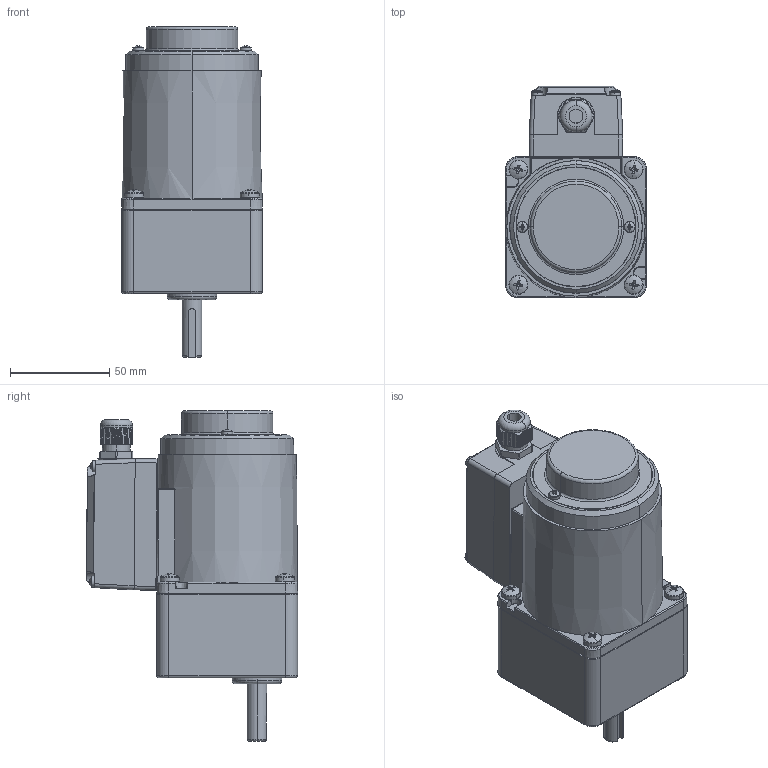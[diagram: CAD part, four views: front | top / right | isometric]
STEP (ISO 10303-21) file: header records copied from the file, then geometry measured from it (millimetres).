
FILE_DESCRIPTION (( 'STEP AP203' ), '1' );
FILE_NAME ('3IK15RGN-CT(3GN3K-200K).STEP', '2022-10-28T03:11:55', ( 'Windows User' ), ( 'P R C' ), 'SwSTEP 2.0', 'SolidWorks 2019', '' );
FILE_SCHEMA (( 'CONFIG_CONTROL_DESIGN' ));
Length unit declared in the file: millimetre
Products named in the file (22): ^_3IK15RGN-CT.STEP_3IK15RGN-CT_3IK15RGN-CT(3GN3K-200K)(2)_3IK15RGN-CT(3GN3K-200K); ^__葩璃 (3) __3IK15RGN-CT.STEP_3IK15RGN-CT_3IK15RGN-CT(3GN3K-200K)(2)_3IK15RGN-CT(3GN3K-200K); ^_葩璃 (2) __3IK15RGN-CT.STEP_3IK15RGN-CT_3IK15RGN-CT(3GN3K-200K)(2)_3IK15RGN-CT(3GN3K-200K); ^葩璃 (3) __3IK15RGN-CT.STEP_3IK15RGN-CT_3IK15RGN-CT(3GN3K-200K)(2)_3IK15RGN-CT(3GN3K-200K); 3GN3k-200K; 3IK15RGN-CT.STEP^3IK15RGN-CT_3IK15RGN-CT(3GN3K-200K)(2)_3IK15RGN-CT(3GN3K-200K); 3IK15RGN-CT^3IK15RGN-CT(3GN3K-200K)(2)_3IK15RGN-CT(3GN3K-200K); 葩璃 (3) ^_葩璃 (2) __3IK15RGN-CT.STEP_3IK15RGN-CT_3IK15RGN-CT(3GN3K-200K)(2)_3IK15RGN-CT(3GN3K-200K); 葩璃 (3) ^_3IK15RGN-CT.STEP_3IK15RGN-CT_3IK15RGN-CT(3GN3K-200K)(2)_3IK15RGN-CT(3GN3K-200K); 葩璃 (2) ^_3IK15RGN-CT.STEP_3IK15RGN-CT_3IK15RGN-CT(3GN3K-200K)(2)_3IK15RGN-CT(3GN3K-200K); ^3IK15RGN-CT.STEP_3IK15RGN-CT_3IK15RGN-CT(3GN3K-200K)(2)_3IK15RGN-CT(3GN3K-200K); M5^3IK15RGN-CT(3GN3K-200K)(2)_3IK15RGN-CT(3GN3K-200K); ^__3IK15RGN-CT.STEP_3IK15RGN-CT_3IK15RGN-CT(3GN3K-200K)(2)_3IK15RGN-CT(3GN3K-200K); ^葩璃 (2) __3IK15RGN-CT.STEP_3IK15RGN-CT_3IK15RGN-CT(3GN3K-200K)(2)_3IK15RGN-CT(3GN3K-200K); 葩璃 (2) ^_葩璃 (2) __3IK15RGN-CT.STEP_3IK15RGN-CT_3IK15RGN-CT(3GN3K-200K)(2)_3IK15RGN-CT(3GN3K-200K); 3IK15RGN-CT(3GN3K-200K)(2)^3IK15RGN-CT(3GN3K-200K); ^___3IK15RGN-CT.STEP_3IK15RGN-CT_3IK15RGN-CT(3GN3K-200K)(2)_3IK15RGN-CT(3GN3K-200K); 葩璃 (2) ^_葩璃 (3) __3IK15RGN-CT.STEP_3IK15RGN-CT_3IK15RGN-CT(3GN3K-200K)(2)_3IK15RGN-CT(3GN3K-200K); 3IK15RGN-CT(3GN3K-200K); ^_葩璃 (3) __3IK15RGN-CT.STEP_3IK15RGN-CT_3IK15RGN-CT(3GN3K-200K)(2)_3IK15RGN-CT(3GN3K-200K); ^____3IK15RGN-CT.STEP_3IK15RGN-CT_3IK15RGN-CT(3GN3K-200K)(2)_3IK15RGN-CT(3GN3K-200K)
Assembly tree (27 placements, depth 9):
  3IK15RGN-CT(3GN3K-200K)
    3IK15RGN-CT(3GN3K-200K)(2)^3IK15RGN-CT(3GN3K-200K)
      3IK15RGN-CT^3IK15RGN-CT(3GN3K-200K)(2)_3IK15RGN-CT(3GN3K-200K)
        3IK15RGN-CT.STEP^3IK15RGN-CT_3IK15RGN-CT(3GN3K-200K)(2)_3IK15RGN-CT(3GN3K-200K)
          ^3IK15RGN-CT.STEP_3IK15RGN-CT_3IK15RGN-CT(3GN3K-200K)(2)_3IK15RGN-CT(3GN3K-200K)
            ^_3IK15RGN-CT.STEP_3IK15RGN-CT_3IK15RGN-CT(3GN3K-200K)(2)_3IK15RGN-CT(3GN3K-200K)
              ^__3IK15RGN-CT.STEP_3IK15RGN-CT_3IK15RGN-CT(3GN3K-200K)(2)_3IK15RGN-CT(3GN3K-200K)
                ^___3IK15RGN-CT.STEP_3IK15RGN-CT_3IK15RGN-CT(3GN3K-200K)(2)_3IK15RGN-CT(3GN3K-200K)
                  ^____3IK15RGN-CT.STEP_3IK15RGN-CT_3IK15RGN-CT(3GN3K-200K)(2)_3IK15RGN-CT(3GN3K-200K)
            葩璃 (2) ^_3IK15RGN-CT.STEP_3IK15RGN-CT_3IK15RGN-CT(3GN3K-200K)(2)_3IK15RGN-CT(3GN3K-200K)
              ^葩璃 (2) __3IK15RGN-CT.STEP_3IK15RGN-CT_3IK15RGN-CT(3GN3K-200K)(2)_3IK15RGN-CT(3GN3K-200K)
                ^_葩璃 (2) __3IK15RGN-CT.STEP_3IK15RGN-CT_3IK15RGN-CT(3GN3K-200K)(2)_3IK15RGN-CT(3GN3K-200K)
                葩璃 (2) ^_葩璃 (2) __3IK15RGN-CT.STEP_3IK15RGN-CT_3IK15RGN-CT(3GN3K-200K)(2)_3IK15RGN-CT(3GN3K-200K)
                葩璃 (3) ^_葩璃 (2) __3IK15RGN-CT.STEP_3IK15RGN-CT_3IK15RGN-CT(3GN3K-200K)(2)_3IK15RGN-CT(3GN3K-200K)  x4
            葩璃 (3) ^_3IK15RGN-CT.STEP_3IK15RGN-CT_3IK15RGN-CT(3GN3K-200K)(2)_3IK15RGN-CT(3GN3K-200K)
              ^葩璃 (3) __3IK15RGN-CT.STEP_3IK15RGN-CT_3IK15RGN-CT(3GN3K-200K)(2)_3IK15RGN-CT(3GN3K-200K)
                ^_葩璃 (3) __3IK15RGN-CT.STEP_3IK15RGN-CT_3IK15RGN-CT(3GN3K-200K)(2)_3IK15RGN-CT(3GN3K-200K)
                  ^__葩璃 (3) __3IK15RGN-CT.STEP_3IK15RGN-CT_3IK15RGN-CT(3GN3K-200K)(2)_3IK15RGN-CT(3GN3K-200K)
                ^_葩璃 (3) __3IK15RGN-CT.STEP_3IK15RGN-CT_3IK15RGN-CT(3GN3K-200K)(2)_3IK15RGN-CT(3GN3K-200K)
                葩璃 (2) ^_葩璃 (3) __3IK15RGN-CT.STEP_3IK15RGN-CT_3IK15RGN-CT(3GN3K-200K)(2)_3IK15RGN-CT(3GN3K-200K)
      M5^3IK15RGN-CT(3GN3K-200K)(2)_3IK15RGN-CT(3GN3K-200K)  x4
    3GN3k-200K
Bounding box: 70.8 x 106.23 x 166.25 mm (x, y, z)
Volume: 396752.3 mm3; surface area: 109859.2 mm2
Topology: 15 solids, 15 shells, 2164 faces, 5544 edges, 3418 vertices
Faces by surface type: cone 935, cylinder 659, plane 336, torus 166, bspline 39, sphere 29
Entity records: 48468 total; most frequent: CARTESIAN_POINT 15512, DIRECTION 6845, ORIENTED_EDGE 6286, EDGE_CURVE 3143, AXIS2_PLACEMENT_3D 2883, VERTEX_POINT 1951, CIRCLE 1625, EDGE_LOOP 1330
